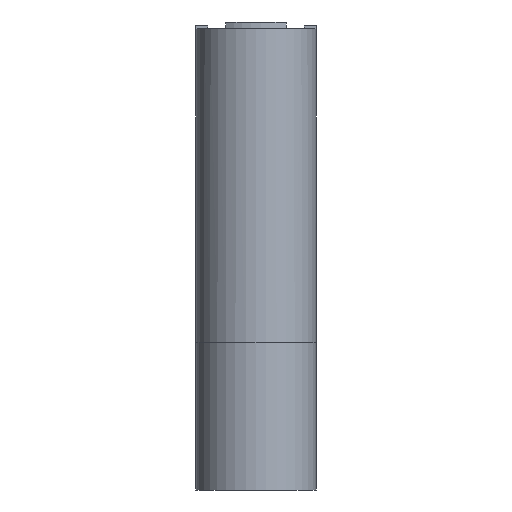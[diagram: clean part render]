
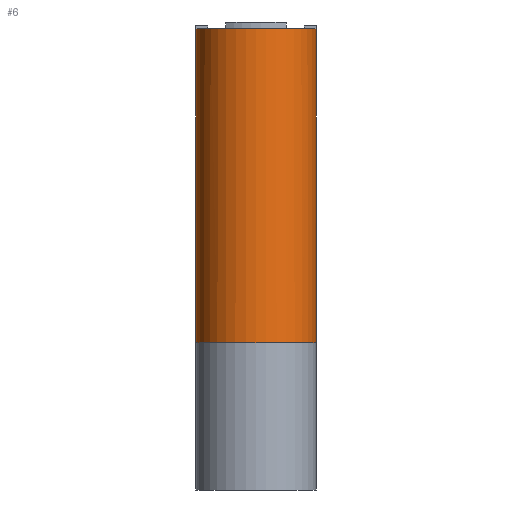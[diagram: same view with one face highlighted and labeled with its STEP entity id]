
A CAD part, front view. The second image highlights one B-rep face of the part: STEP entity #6.
In plain terms, the highlighted cylindrical face has radius 12.635 mm (diameter 25.27 mm), a partial arc.
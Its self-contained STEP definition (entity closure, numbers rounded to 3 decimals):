
#4 = DIRECTION ( 'NONE',  ( 1., 0., 0. ) ) ;
#6 = ADVANCED_FACE ( 'NONE', ( #1134 ), #453, .T. ) ;
#14 = CIRCLE ( 'NONE', #25, 12.635 ) ;
#25 = AXIS2_PLACEMENT_3D ( 'NONE', #1048, #1189, #168 ) ;
#49 = LINE ( 'NONE', #1671, #127 ) ;
#58 = DIRECTION ( 'NONE',  ( 0., 0., -1. ) ) ;
#116 = VERTEX_POINT ( 'NONE', #1468 ) ;
#127 = VECTOR ( 'NONE', #946, 1000. ) ;
#164 = CARTESIAN_POINT ( 'NONE',  ( -12.63, -0.37, 97.64 ) ) ;
#168 = DIRECTION ( 'NONE',  ( 1., 0., 0. ) ) ;
#205 = ORIENTED_EDGE ( 'NONE', *, *, #970, .T. ) ;
#210 = ORIENTED_EDGE ( 'NONE', *, *, #1187, .T. ) ;
#220 = VERTEX_POINT ( 'NONE', #164 ) ;
#274 = CARTESIAN_POINT ( 'NONE',  ( 12.635, 0., -35.921 ) ) ;
#285 = EDGE_LOOP ( 'NONE', ( #1630, #1669, #353, #210, #1481, #885, #384, #205 ) ) ;
#339 = AXIS2_PLACEMENT_3D ( 'NONE', #1192, #1360, #4 ) ;
#353 = ORIENTED_EDGE ( 'NONE', *, *, #674, .T. ) ;
#354 = LINE ( 'NONE', #274, #1000 ) ;
#384 = ORIENTED_EDGE ( 'NONE', *, *, #463, .F. ) ;
#394 = VERTEX_POINT ( 'NONE', #478 ) ;
#423 = DIRECTION ( 'NONE',  ( 0., 0., -1. ) ) ;
#453 = CYLINDRICAL_SURFACE ( 'NONE', #886, 12.635 ) ;
#463 = EDGE_CURVE ( 'NONE', #220, #1373, #911, .T. ) ;
#478 = CARTESIAN_POINT ( 'NONE',  ( 12.63, -0.37, 97.03 ) ) ;
#554 = CIRCLE ( 'NONE', #1025, 12.635 ) ;
#619 = CARTESIAN_POINT ( 'NONE',  ( -12.63, -0.37, 97.03 ) ) ;
#627 = DIRECTION ( 'NONE',  ( 0., 0., -1. ) ) ;
#674 = EDGE_CURVE ( 'NONE', #1421, #1588, #354, .T. ) ;
#697 = CARTESIAN_POINT ( 'NONE',  ( 0., 0., -35.921 ) ) ;
#699 = CARTESIAN_POINT ( 'NONE',  ( 0., 0., 97.64 ) ) ;
#723 = VERTEX_POINT ( 'NONE', #1601 ) ;
#770 = CIRCLE ( 'NONE', #1734, 12.635 ) ;
#828 = DIRECTION ( 'NONE',  ( 0., 0., 1. ) ) ;
#848 = DIRECTION ( 'NONE',  ( 1., 0., 0. ) ) ;
#885 = ORIENTED_EDGE ( 'NONE', *, *, #925, .F. ) ;
#886 = AXIS2_PLACEMENT_3D ( 'NONE', #697, #828, #1266 ) ;
#911 = LINE ( 'NONE', #1554, #935 ) ;
#925 = EDGE_CURVE ( 'NONE', #1373, #394, #14, .T. ) ;
#926 = DIRECTION ( 'NONE',  ( 0., 0., -1. ) ) ;
#935 = VECTOR ( 'NONE', #58, 1000. ) ;
#946 = DIRECTION ( 'NONE',  ( 0., 0., 1. ) ) ;
#970 = EDGE_CURVE ( 'NONE', #220, #116, #770, .T. ) ;
#973 = VERTEX_POINT ( 'NONE', #1378 ) ;
#1000 = VECTOR ( 'NONE', #1295, 1000. ) ;
#1025 = AXIS2_PLACEMENT_3D ( 'NONE', #699, #423, #848 ) ;
#1036 = EDGE_CURVE ( 'NONE', #973, #394, #1296, .T. ) ;
#1048 = CARTESIAN_POINT ( 'NONE',  ( 0., 0., 97.03 ) ) ;
#1134 = FACE_OUTER_BOUND ( 'NONE', #285, .T. ) ;
#1187 = EDGE_CURVE ( 'NONE', #1588, #973, #554, .T. ) ;
#1189 = DIRECTION ( 'NONE',  ( 0., 0., 1. ) ) ;
#1192 = CARTESIAN_POINT ( 'NONE',  ( 0., 0., 31. ) ) ;
#1266 = DIRECTION ( 'NONE',  ( 1., 0., 0. ) ) ;
#1295 = DIRECTION ( 'NONE',  ( 0., 0., 1. ) ) ;
#1296 = LINE ( 'NONE', #1802, #1320 ) ;
#1320 = VECTOR ( 'NONE', #926, 1000. ) ;
#1333 = EDGE_CURVE ( 'NONE', #1421, #723, #1751, .T. ) ;
#1360 = DIRECTION ( 'NONE',  ( 0., 0., -1. ) ) ;
#1373 = VERTEX_POINT ( 'NONE', #619 ) ;
#1378 = CARTESIAN_POINT ( 'NONE',  ( 12.63, -0.37, 97.64 ) ) ;
#1421 = VERTEX_POINT ( 'NONE', #1487 ) ;
#1468 = CARTESIAN_POINT ( 'NONE',  ( -12.635, 0., 97.64 ) ) ;
#1481 = ORIENTED_EDGE ( 'NONE', *, *, #1036, .T. ) ;
#1487 = CARTESIAN_POINT ( 'NONE',  ( 12.635, 0., 31. ) ) ;
#1529 = EDGE_CURVE ( 'NONE', #723, #116, #49, .T. ) ;
#1546 = CARTESIAN_POINT ( 'NONE',  ( 12.635, 0., 97.64 ) ) ;
#1554 = CARTESIAN_POINT ( 'NONE',  ( -12.63, -0.37, 97.79 ) ) ;
#1588 = VERTEX_POINT ( 'NONE', #1546 ) ;
#1601 = CARTESIAN_POINT ( 'NONE',  ( -12.635, 0., 31. ) ) ;
#1630 = ORIENTED_EDGE ( 'NONE', *, *, #1529, .F. ) ;
#1661 = DIRECTION ( 'NONE',  ( -1., 0., 0. ) ) ;
#1669 = ORIENTED_EDGE ( 'NONE', *, *, #1333, .F. ) ;
#1671 = CARTESIAN_POINT ( 'NONE',  ( -12.635, 0., -35.921 ) ) ;
#1680 = CARTESIAN_POINT ( 'NONE',  ( 0., 0., 97.64 ) ) ;
#1734 = AXIS2_PLACEMENT_3D ( 'NONE', #1680, #627, #1661 ) ;
#1751 = CIRCLE ( 'NONE', #339, 12.635 ) ;
#1802 = CARTESIAN_POINT ( 'NONE',  ( 12.63, -0.37, 97.79 ) ) ;
